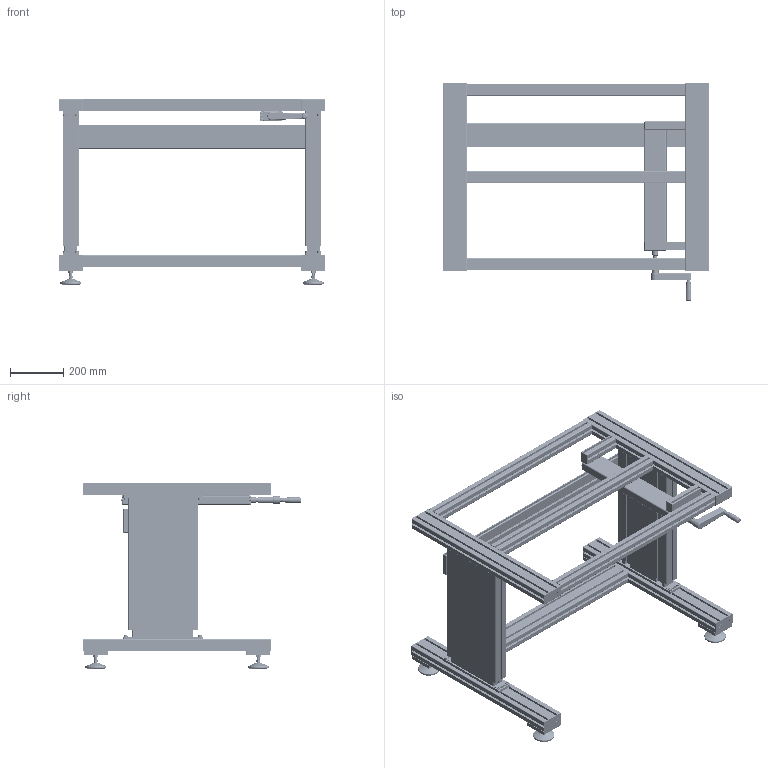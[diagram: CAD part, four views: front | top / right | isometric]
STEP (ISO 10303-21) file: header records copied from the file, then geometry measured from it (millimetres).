
FILE_DESCRIPTION(/* description */ ('Tisch 1000 hydraulisch höhenverstellbar, Hub 300'),/* implementation_level */ '2;1');
FILE_NAME(/* name */ '320170-1S.step',/* time_stamp */ '2021-09-06T11:10:01+02:00',/* author */ ('Tobi'),/* organization */ (''),/* preprocessor_version */ 'ST-DEVELOPER v18.1',/* originating_system */ 'Autodesk Inventor 2021',/* authorisation */ '');
FILE_SCHEMA (('AUTOMOTIVE_DESIGN { 1 0 10303 214 3 1 1 }'));
Products named in the file (62): 32-0170-1FZ.000; 140012-011-00.001-00; leer; 20-1033-0FZ.001; leer_1; leer_2; 22-1014-1FZ.000; 22-1003-1FZ.002; 22-1007-1FZ.001; leer_3; leer_4; 22-1068-7FZ.003; 21-1666-0FZ.001; leer_5; 21-1041-1FZ.001; leer_6; leer_7; leer_8; 21-2902-0FZ.000; leer_9; leer_10; 21-1351-0FZ.004; 140012-010-00.001-00; leer_11; 21-1351-2FZ.005; 21-1351-2FZ.005_1; leer_12; leer_13; leer_14; leer_15; leer_16; leer_17; leer_18; leer_19; leer_20; leer_21; leer_22; leer_23; leer_24; leer_25 ...
Assembly tree (188 placements, depth 6):
  32-0170-1FZ.000
    140012-011-00.001-00
    leer  x2
    20-1033-0FZ.001  x3
    leer_1
    leer_2  x2
    22-1014-1FZ.000  x2
    22-1003-1FZ.002  x2
    22-1007-1FZ.001  x4
    leer_3  x2
      leer_4
        22-1068-7FZ.003
        21-1666-0FZ.001  x2
      leer_5
        21-1041-1FZ.001
        leer_44  x4
      leer_6
        leer_8
        21-2902-0FZ.000
        leer_9
        leer_10
      leer_7
        leer_8
        21-2902-0FZ.000
        leer_9
        leer_10
      21-1351-0FZ.004
      140012-010-00.001-00
    leer_11
      21-1351-2FZ.005  x3
      21-1351-2FZ.005_1  x16
      leer_12
      leer_13
        leer_14
          leer_17
          leer_18
          leer_29  x8
          leer_19
          leer_28  x2
          leer_20
          leer_21  x4
          leer_22
          leer_23
          leer_24
            leer_25
            leer_26
            leer_27
      leer_15
        leer_16
          leer_17
          leer_18
          leer_29  x8
          leer_19
          leer_28  x2
          leer_20
          leer_21  x4
          leer_22
          leer_23
          leer_24
            leer_25
Bounding box: 1000 x 818.25 x 695 mm (x, y, z)
Volume: 15991543.1 mm3; surface area: 9731420.1 mm2
Topology: 208 solids, 228 shells, 10019 faces, 27246 edges, 17842 vertices
Faces by surface type: plane 5689, cylinder 3512, cone 438, torus 210, bspline 122, sphere 48
Full cylindrical faces by diameter (mm): 1.8 x4, 2.78 x2, 3.1 x1, 3.242 x5, 3.4 x2, 3.5 x2, 4.1 x4, 4.2 x10, 5 x26, 5.5 x34, 5.8 x8, 6 x22, 6.6 x24, 6.8 x3, 6.917 x4, 7.5 x20, 7.763 x4, 8 x94, 8.1 x6, 8.376 x8, 8.4 x16, 8.5 x16, 8.7 x24, 9 x24, 9.8 x8, 10 x22, 11 x8, 11.34 x3, 11.7 x8, 12 x20
Entity records: 153123 total; most frequent: CARTESIAN_POINT 34668, DIRECTION 24114, ORIENTED_EDGE 23772, EDGE_CURVE 11906, AXIS2_PLACEMENT_3D 8117, LINE 7880, VECTOR 7880, VERTEX_POINT 7858
